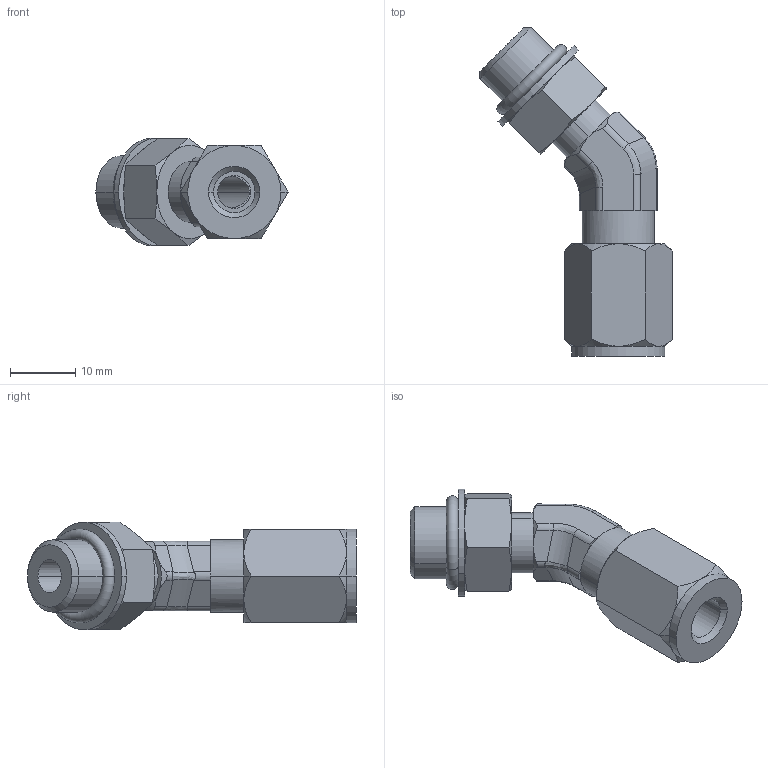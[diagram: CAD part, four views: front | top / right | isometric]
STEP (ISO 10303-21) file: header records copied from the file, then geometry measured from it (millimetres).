
FILE_DESCRIPTION((''),'2;1');
FILE_NAME('ILC30150144','2005-08-24T',('KR'),(''),'PRO/ENGINEER BY PARAMETRIC TECHNOLOGY CORPORATION, 2004290','PRO/ENGINEER BY PARAMETRIC TECHNOLOGY CORPORATION, 2004290','');
FILE_SCHEMA(('AUTOMOTIVE_DESIGN_CC2 { 1 2 10303 214 -1 1 5 2 }'));
Length unit declared in the file: inch
Products named in the file (1): ILC30150144
Bounding box: 29.48 x 50.43 x 16.51 mm (x, y, z)
Volume: 6000.6 mm3; surface area: 3946.5 mm2
Topology: 1 solids, 1 shells, 106 faces, 243 edges, 145 vertices
Faces by surface type: plane 44, cylinder 36, cone 18, bspline 6, torus 2
Entity records: 4400 total; most frequent: CARTESIAN_POINT 1177, ORIENTED_EDGE 486, DIRECTION 456, PRESENTATION_STYLE_ASSIGNMENT 250, STYLED_ITEM 244, CURVE_STYLE 243, EDGE_CURVE 243, AXIS2_PLACEMENT_3D 182
